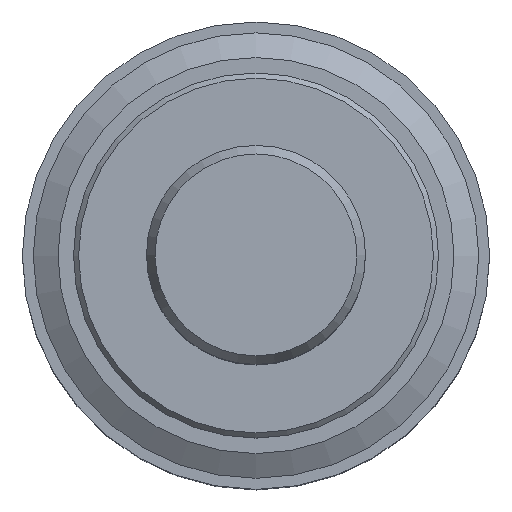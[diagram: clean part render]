
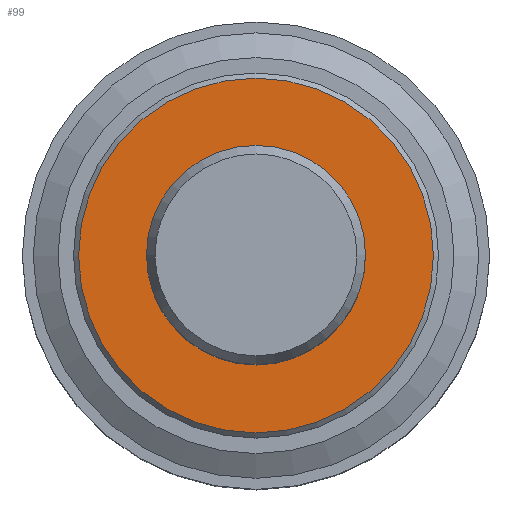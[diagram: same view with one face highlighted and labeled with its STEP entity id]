
A CAD part, top view. The second image highlights one B-rep face of the part: STEP entity #99.
In plain terms, the highlighted planar face has unit normal (0, 0, 1).
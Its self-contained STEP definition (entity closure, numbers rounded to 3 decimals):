
#99=ADVANCED_FACE('',(#127),#119,.F.);
#119=PLANE('',#259);
#127=FACE_OUTER_BOUND('',#131,.T.);
#131=EDGE_LOOP('',(#167));
#167=ORIENTED_EDGE('',*,*,#221,.F.);
#203=VERTEX_POINT('',#376);
#221=EDGE_CURVE('',#203,#203,#239,.T.);
#239=CIRCLE('',#258,12.145);
#258=AXIS2_PLACEMENT_3D('',#375,#298,#299);
#259=AXIS2_PLACEMENT_3D('',#377,#300,#301);
#298=DIRECTION('',(0.,0.,-1.));
#299=DIRECTION('',(-1.,0.,0.));
#300=DIRECTION('',(0.,0.,-1.));
#301=DIRECTION('',(-1.,0.,0.));
#375=CARTESIAN_POINT('',(0.,0.,0.));
#376=CARTESIAN_POINT('',(-12.145,0.,0.));
#377=CARTESIAN_POINT('',(0.,-7.146,0.));
